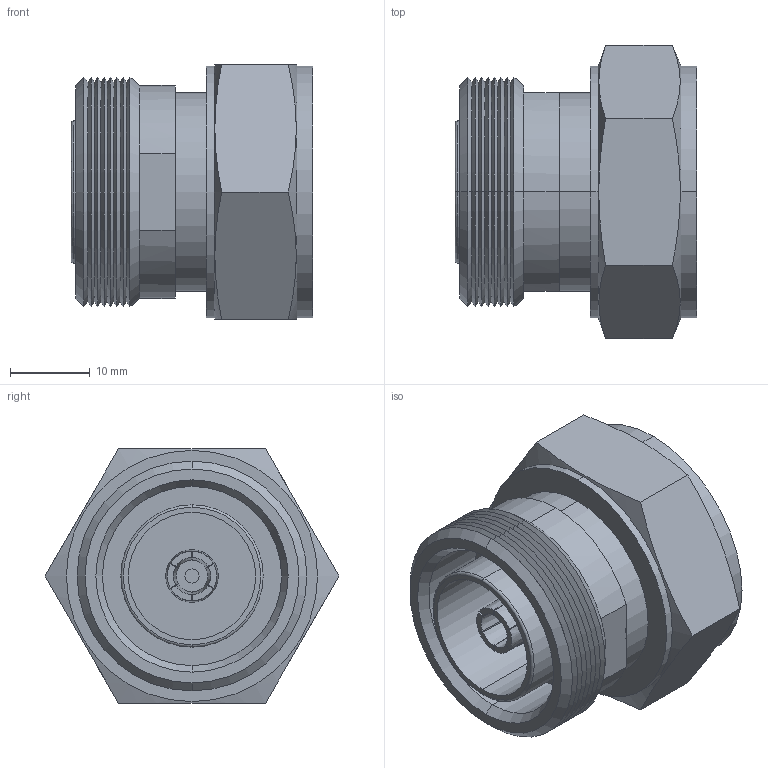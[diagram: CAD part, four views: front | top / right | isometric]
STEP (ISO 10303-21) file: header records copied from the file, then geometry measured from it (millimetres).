
FILE_DESCRIPTION (( 'STEP AP214' ), '1' );
FILE_NAME ('AXA-PDMDF.STEP', '2015-10-28T12:51:48', ( 'L-Com' ), ( 'L-Com Global Connectivity' ), 'SwSTEP 2.0', 'SolidWorks 2014', '' );
FILE_SCHEMA (( 'AUTOMOTIVE_DESIGN' ));
Length unit declared in the file: inch
Products named in the file (1): AXA-PDMDF
Bounding box: 30.4 x 36.95 x 32 mm (x, y, z)
Volume: 13816.9 mm3; surface area: 10202.3 mm2
Topology: 1 solids, 1 shells, 174 faces, 396 edges, 238 vertices
Faces by surface type: cone 78, plane 56, cylinder 32, torus 8
Entity records: 5104 total; most frequent: CARTESIAN_POINT 1117, DIRECTION 874, ORIENTED_EDGE 792, EDGE_CURVE 396, AXIS2_PLACEMENT_3D 351, VERTEX_POINT 238, EDGE_LOOP 188, CIRCLE 176
